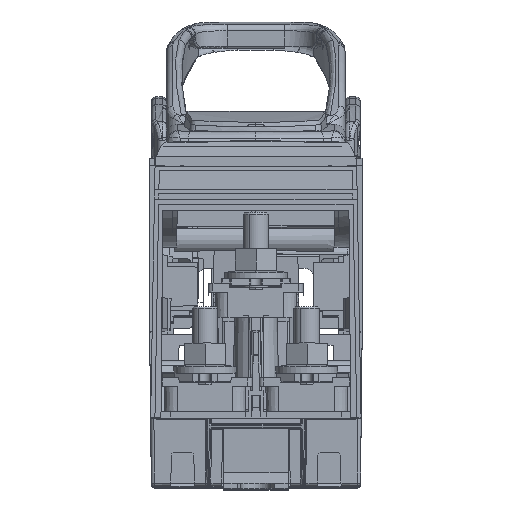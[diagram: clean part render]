
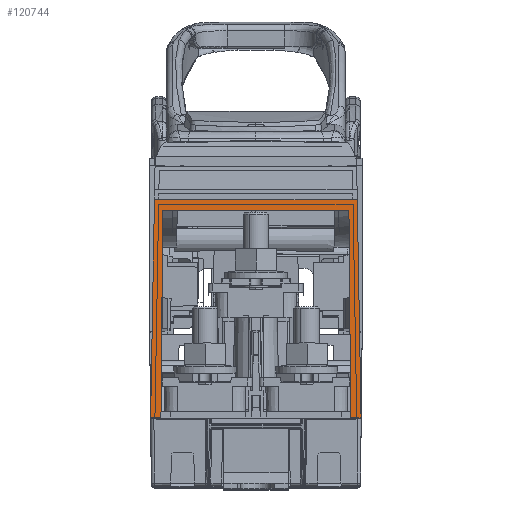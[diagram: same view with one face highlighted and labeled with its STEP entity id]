
A CAD part, top view. The second image highlights one B-rep face of the part: STEP entity #120744.
In plain terms, the highlighted planar face has unit normal (0, 0.018, 1).
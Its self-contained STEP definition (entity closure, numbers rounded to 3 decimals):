
#119631=DIRECTION('',(-1.,0.,0.));
#119632=VECTOR('',#119631,94.5);
#119633=CARTESIAN_POINT('',(-3.,603.544,
388.889));
#119634=LINE('',#119633,#119632);
#119719=DIRECTION('',(-0.017,1.,-0.017));
#119720=VECTOR('',#119719,101.531);
#119721=CARTESIAN_POINT('',(-1.228,502.044,
390.661));
#119722=LINE('',#119721,#119720);
#119907=DIRECTION('',(-1.,0.,0.));
#119908=VECTOR('',#119907,4.811);
#119909=CARTESIAN_POINT('',(-1.228,502.044,
390.661));
#119910=LINE('',#119909,#119908);
#119911=DIRECTION('',(-0.009,1.,-0.017));
#119912=VECTOR('',#119911,96.518);
#119913=CARTESIAN_POINT('',(-6.039,502.044,
390.661));
#119914=LINE('',#119913,#119912);
#119915=DIRECTION('',(-1.,0.,0.));
#119916=VECTOR('',#119915,86.738);
#119917=CARTESIAN_POINT('',(-6.881,598.544,
388.976));
#119918=LINE('',#119917,#119916);
#119919=DIRECTION('',(-0.009,-1.,0.017));
#119920=VECTOR('',#119919,96.518);
#119921=CARTESIAN_POINT('',(-93.619,598.544,
388.976));
#119922=LINE('',#119921,#119920);
#119923=DIRECTION('',(-1.,0.,0.));
#119924=VECTOR('',#119923,4.811);
#119925=CARTESIAN_POINT('',(-94.461,502.044,
390.661));
#119926=LINE('',#119925,#119924);
#119927=DIRECTION('',(0.017,1.,-0.017));
#119928=VECTOR('',#119927,101.531);
#119929=CARTESIAN_POINT('',(-99.272,502.044,
390.661));
#119930=LINE('',#119929,#119928);
#120262=CARTESIAN_POINT('',(-6.039,502.044,
390.661));
#120263=VERTEX_POINT('',#120262);
#120312=CARTESIAN_POINT('',(-94.461,502.044,
390.661));
#120314=VERTEX_POINT('',#120312);
#120320=CARTESIAN_POINT('',(-6.881,598.544,
388.976));
#120321=VERTEX_POINT('',#120320);
#120322=CARTESIAN_POINT('',(-93.619,598.544,
388.976));
#120323=VERTEX_POINT('',#120322);
#120354=CARTESIAN_POINT('',(-3.,603.544,
388.889));
#120355=VERTEX_POINT('',#120354);
#120356=CARTESIAN_POINT('',(-97.5,603.544,
388.889));
#120357=VERTEX_POINT('',#120356);
#120378=CARTESIAN_POINT('',(-99.272,502.044,
390.661));
#120379=VERTEX_POINT('',#120378);
#120382=CARTESIAN_POINT('',(-1.228,502.044,
390.661));
#120383=VERTEX_POINT('',#120382);
#120726=CARTESIAN_POINT('',(-94.5,504.559,
390.617));
#120727=DIRECTION('',(0.,0.017,1.));
#120728=DIRECTION('',(0.,1.,-0.017));
#120729=AXIS2_PLACEMENT_3D('',#120726,#120727,#120728);
#120730=PLANE('',#120729);
#120731=ORIENTED_EDGE('',*,*,#120460,.F.);
#120732=ORIENTED_EDGE('',*,*,#120571,.F.);
#120733=ORIENTED_EDGE('',*,*,#120606,.T.);
#120735=ORIENTED_EDGE('',*,*,#120734,.T.);
#120737=ORIENTED_EDGE('',*,*,#120736,.T.);
#120739=ORIENTED_EDGE('',*,*,#120738,.T.);
#120740=ORIENTED_EDGE('',*,*,#120710,.T.);
#120741=ORIENTED_EDGE('',*,*,#120526,.T.);
#120742=EDGE_LOOP('',(#120731,#120732,#120733,#120735,#120737,#120739,#120740,
#120741));
#120743=FACE_OUTER_BOUND('',#120742,.F.);
#120744=ADVANCED_FACE('',(#120743),#120730,.T.);
#120460=EDGE_CURVE('',#120355,#120357,#119634,.T.);
#120526=EDGE_CURVE('',#120379,#120357,#119930,.T.);
#120571=EDGE_CURVE('',#120383,#120355,#119722,.T.);
#120606=EDGE_CURVE('',#120383,#120263,#119910,.T.);
#120710=EDGE_CURVE('',#120314,#120379,#119926,.T.);
#120734=EDGE_CURVE('',#120263,#120321,#119914,.T.);
#120736=EDGE_CURVE('',#120321,#120323,#119918,.T.);
#120738=EDGE_CURVE('',#120323,#120314,#119922,.T.);
